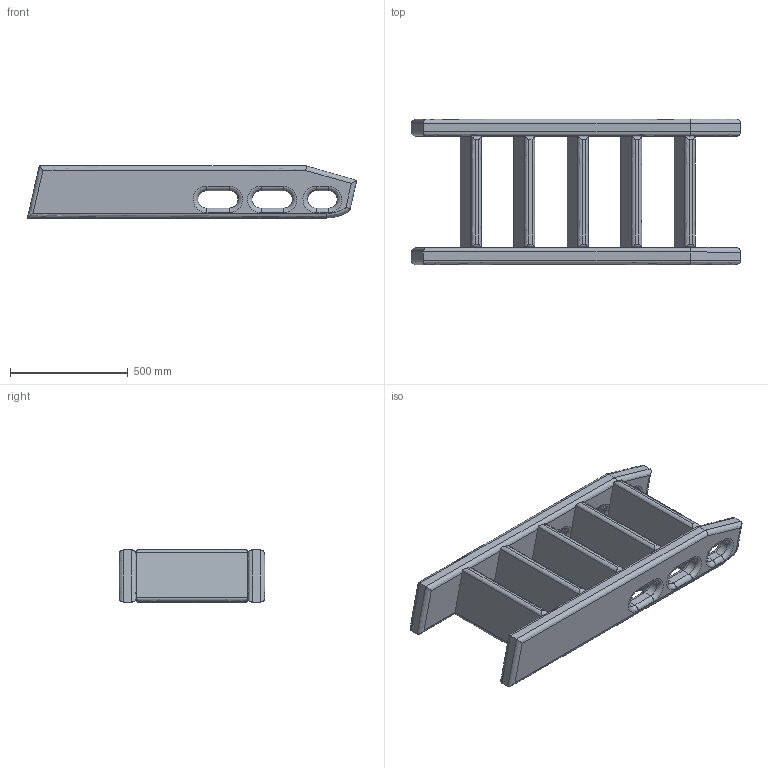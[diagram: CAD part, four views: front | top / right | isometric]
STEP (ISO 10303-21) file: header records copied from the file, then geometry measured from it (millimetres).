
FILE_DESCRIPTION(('FreeCAD Model'),'2;1');
FILE_NAME('Open CASCADE Shape Model','2025-04-26T04:41:49',('FreeCAD'),( 'FreeCAD'),'Open CASCADE STEP processor 7.6','FreeCAD','Unknown');
FILE_SCHEMA(('AUTOMOTIVE_DESIGN { 1 0 10303 214 1 1 1 1 }'));
Length unit declared in the file: millimetre
Products named in the file (1): Open CASCADE STEP translator 7.6 1
Bounding box: 1396.73 x 617.68 x 224.73 mm (x, y, z)
Volume: 60090223.3 mm3; surface area: 2841456.7 mm2
Topology: 7 solids, 7 shells, 182 faces, 392 edges, 224 vertices
Faces by surface type: bspline 182
Entity records: 6578 total; most frequent: CARTESIAN_POINT 4245, ORIENTED_EDGE 784, EDGE_CURVE 392, B_SPLINE_CURVE_WITH_KNOTS 272, VERTEX_POINT 224, FACE_BOUND 194, EDGE_LOOP 194, ADVANCED_FACE 182
